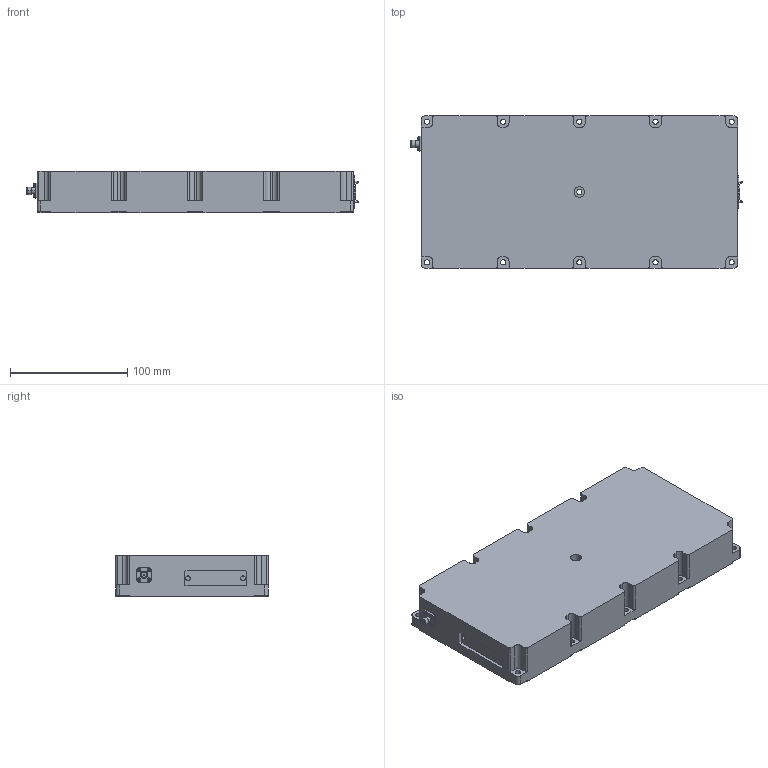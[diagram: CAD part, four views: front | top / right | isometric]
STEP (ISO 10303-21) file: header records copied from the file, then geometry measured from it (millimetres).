
FILE_DESCRIPTION (( 'STEP AP214' ), '1' );
FILE_NAME ('BP-HC-CW1.STEP', '2025-02-19T18:31:05', ( '' ), ( '' ), 'SwSTEP 2.0', 'SolidWorks 2021', '' );
FILE_SCHEMA (( 'AUTOMOTIVE_DESIGN' ));
Length unit declared in the file: inch
Products named in the file (1): BP-HC-CW1
Bounding box: 283.3 x 130 x 35 mm (x, y, z)
Volume: 1198976.9 mm3; surface area: 103941.8 mm2
Topology: 10 solids, 10 shells, 433 faces, 1148 edges, 756 vertices
Faces by surface type: cylinder 216, plane 193, cone 16, sphere 8
Entity records: 19430 total; most frequent: CARTESIAN_POINT 2554, DIRECTION 2440, ORIENTED_EDGE 2280, EDGE_CURVE 1140, AXIS2_PLACEMENT_3D 930, VERTEX_POINT 756, LINE 580, VECTOR 580
